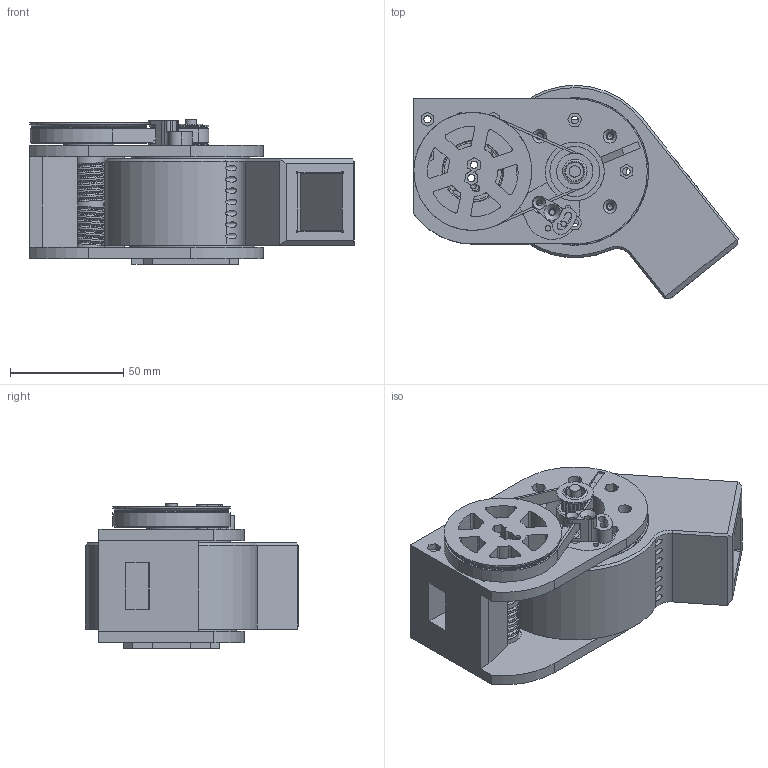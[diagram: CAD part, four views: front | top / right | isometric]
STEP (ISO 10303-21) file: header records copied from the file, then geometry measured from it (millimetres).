
FILE_DESCRIPTION(/* description */ (''),/* implementation_level */ '2;1');
FILE_NAME(/* name */ 'stepper_capstan_pros rev1.stp',/* time_stamp */ '2021-01-10T17:10:40+08:00',/* author */ ('paulg'),/* organization */ (''),/* preprocessor_version */ 'ST-DEVELOPER v16.5',/* originating_system */ 'Autodesk Inventor 2017',/* authorisation */ '');
FILE_SCHEMA (('AUTOMOTIVE_DESIGN { 1 0 10303 214 3 1 1 }'));
Length unit declared in the file: millimetre
Products named in the file (13): stepper_capstan_pros; 65x50x7 bearing; nema-17; stepper_mount_pros; capstan_outer_pros; 72x55x9 bearing; belt; stepper_rear_mount_pros; Timing_pulley_2mm_; bearing_tensioner; GT2_20T-sh8; bone; 18x12x3 bearing
Assembly tree (12 placements, depth 2):
  stepper_capstan_pros
    65x50x7 bearing
    nema-17
    stepper_mount_pros
    capstan_outer_pros
    72x55x9 bearing
    belt
    stepper_rear_mount_pros
    Timing_pulley_2mm_
    bearing_tensioner
    GT2_20T-sh8
    bone
    18x12x3 bearing
Bounding box: 143.07 x 94 x 63.8 mm (x, y, z)
Volume: 299555 mm3; surface area: 117776.2 mm2
Topology: 14 solids, 14 shells, 1170 faces, 3357 edges, 2242 vertices
Faces by surface type: cylinder 755, plane 356, bspline 36, cone 23
Full cylindrical faces by diameter (mm): 2 x1, 2.459 x4, 2.5 x20, 3 x4, 3.2 x17, 3.3 x9, 3.5 x4, 5 x1, 6 x4, 8 x1, 12 x2, 13 x2, 14 x14, 16 x3, 17 x2, 18 x2, 20 x1, 22 x2, 25.2 x1, 26 x1, 27.2 x1, 50 x2, 52 x4, 55 x2, 59 x2, 63 x3, 65 x1, 65.2 x1, 69 x2, 72 x1
Entity records: 46308 total; most frequent: CARTESIAN_POINT 15198, DIRECTION 6785, ORIENTED_EDGE 6276, EDGE_CURVE 3138, AXIS2_PLACEMENT_3D 2784, VERTEX_POINT 2161, CIRCLE 1446, EDGE_LOOP 1443
